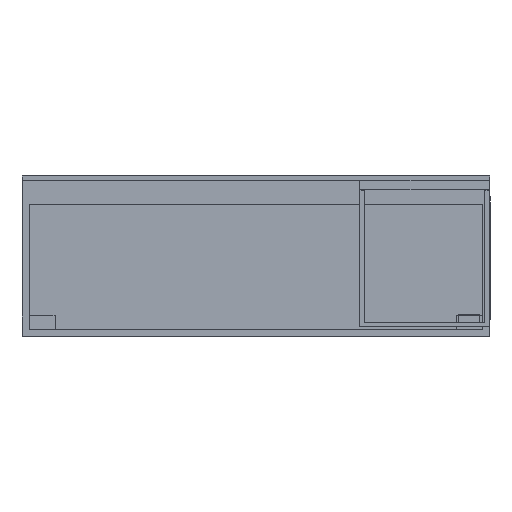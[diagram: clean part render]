
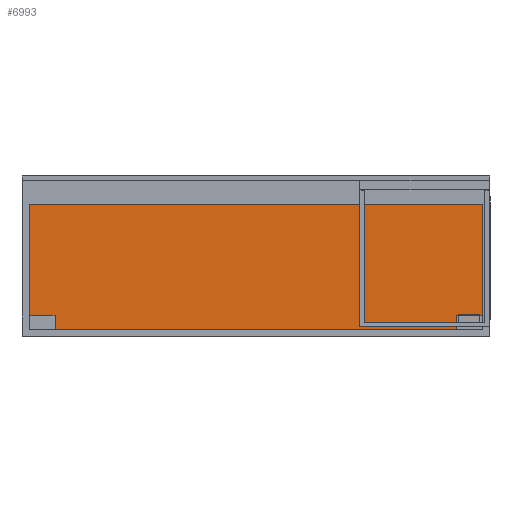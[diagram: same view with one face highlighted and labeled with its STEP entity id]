
A CAD part, front view. The second image highlights one B-rep face of the part: STEP entity #6993.
In plain terms, the highlighted planar face has unit normal (0, -1, 0).
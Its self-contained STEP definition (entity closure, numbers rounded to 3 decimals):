
#399 = LINE ( 'NONE', #3945, #5261 ) ;
#1055 = EDGE_CURVE ( 'NONE', #6582, #10208, #399, .T. ) ;
#1210 = LINE ( 'NONE', #6974, #10206 ) ;
#1213 = CARTESIAN_POINT ( 'NONE',  ( -960., 0.8, -630. ) ) ;
#1425 = LINE ( 'NONE', #14464, #3409 ) ;
#1873 = CARTESIAN_POINT ( 'NONE',  ( 0., 0.8, 0. ) ) ;
#1952 = DIRECTION ( 'NONE',  ( -1., 0., 0. ) ) ;
#2222 = CARTESIAN_POINT ( 'NONE',  ( 850., 0.8, -630. ) ) ;
#2417 = LINE ( 'NONE', #10027, #9973 ) ;
#2437 = AXIS2_PLACEMENT_3D ( 'NONE', #1873, #2895, #2749 ) ;
#2596 = CARTESIAN_POINT ( 'NONE',  ( -960., 0.8, -630. ) ) ;
#2703 = CARTESIAN_POINT ( 'NONE',  ( 850., 0.8, -630. ) ) ;
#2749 = DIRECTION ( 'NONE',  ( 0., 0., 1. ) ) ;
#2895 = DIRECTION ( 'NONE',  ( 0., 1., 0. ) ) ;
#3368 = EDGE_LOOP ( 'NONE', ( #7276, #11023, #8540, #6657, #7892, #9782, #5843, #10143 ) ) ;
#3409 = VECTOR ( 'NONE', #9991, 1000. ) ;
#3469 = DIRECTION ( 'NONE',  ( 1., 0., 0. ) ) ;
#3945 = CARTESIAN_POINT ( 'NONE',  ( 960., 0.8, -630. ) ) ;
#4377 = CARTESIAN_POINT ( 'NONE',  ( -960., 0.8, -570. ) ) ;
#5102 = VECTOR ( 'NONE', #7635, 1000. ) ;
#5261 = VECTOR ( 'NONE', #9608, 1000. ) ;
#5553 = EDGE_CURVE ( 'NONE', #7810, #10603, #14324, .T. ) ;
#5703 = EDGE_CURVE ( 'NONE', #12021, #13281, #7871, .T. ) ;
#5843 = ORIENTED_EDGE ( 'NONE', *, *, #6875, .T. ) ;
#6056 = CARTESIAN_POINT ( 'NONE',  ( 960., 0.8, -570. ) ) ;
#6582 = VERTEX_POINT ( 'NONE', #6056 ) ;
#6657 = ORIENTED_EDGE ( 'NONE', *, *, #9010, .F. ) ;
#6826 = DIRECTION ( 'NONE',  ( -1., 0., 0. ) ) ;
#6863 = DIRECTION ( 'NONE',  ( -1., 0., 0. ) ) ;
#6875 = EDGE_CURVE ( 'NONE', #13677, #10603, #9336, .T. ) ;
#6974 = CARTESIAN_POINT ( 'NONE',  ( 960., 0.8, -570. ) ) ;
#6993 = ADVANCED_FACE ( 'NONE', ( #8453 ), #12930, .F. ) ;
#7046 = DIRECTION ( 'NONE',  ( 0., 0., -1. ) ) ;
#7276 = ORIENTED_EDGE ( 'NONE', *, *, #9025, .F. ) ;
#7350 = CARTESIAN_POINT ( 'NONE',  ( -960., 0.8, -101. ) ) ;
#7635 = DIRECTION ( 'NONE',  ( 0., 0., -1. ) ) ;
#7810 = VERTEX_POINT ( 'NONE', #8272 ) ;
#7871 = LINE ( 'NONE', #1213, #10102 ) ;
#7892 = ORIENTED_EDGE ( 'NONE', *, *, #1055, .T. ) ;
#8062 = VERTEX_POINT ( 'NONE', #9899 ) ;
#8272 = CARTESIAN_POINT ( 'NONE',  ( -850., 0.8, -570. ) ) ;
#8453 = FACE_OUTER_BOUND ( 'NONE', #3368, .T. ) ;
#8540 = ORIENTED_EDGE ( 'NONE', *, *, #12590, .F. ) ;
#9010 = EDGE_CURVE ( 'NONE', #6582, #8062, #1210, .T. ) ;
#9025 = EDGE_CURVE ( 'NONE', #12021, #7810, #1425, .T. ) ;
#9336 = LINE ( 'NONE', #2596, #9458 ) ;
#9458 = VECTOR ( 'NONE', #7046, 1000. ) ;
#9608 = DIRECTION ( 'NONE',  ( 0., 0., 1. ) ) ;
#9782 = ORIENTED_EDGE ( 'NONE', *, *, #9825, .T. ) ;
#9825 = EDGE_CURVE ( 'NONE', #10208, #13677, #2417, .T. ) ;
#9899 = CARTESIAN_POINT ( 'NONE',  ( 850., 0.8, -570. ) ) ;
#9973 = VECTOR ( 'NONE', #6863, 1000. ) ;
#9991 = DIRECTION ( 'NONE',  ( 0., 0., 1. ) ) ;
#10027 = CARTESIAN_POINT ( 'NONE',  ( -960., 0.8, -101. ) ) ;
#10102 = VECTOR ( 'NONE', #3469, 1000. ) ;
#10143 = ORIENTED_EDGE ( 'NONE', *, *, #5553, .F. ) ;
#10206 = VECTOR ( 'NONE', #6826, 1000. ) ;
#10208 = VERTEX_POINT ( 'NONE', #13689 ) ;
#10603 = VERTEX_POINT ( 'NONE', #4377 ) ;
#10898 = CARTESIAN_POINT ( 'NONE',  ( -960., 0.8, -570. ) ) ;
#11023 = ORIENTED_EDGE ( 'NONE', *, *, #5703, .T. ) ;
#11479 = CARTESIAN_POINT ( 'NONE',  ( -850., 0.8, -630. ) ) ;
#12021 = VERTEX_POINT ( 'NONE', #11479 ) ;
#12259 = LINE ( 'NONE', #2222, #5102 ) ;
#12459 = VECTOR ( 'NONE', #1952, 1000. ) ;
#12590 = EDGE_CURVE ( 'NONE', #8062, #13281, #12259, .T. ) ;
#12930 = PLANE ( 'NONE',  #2437 ) ;
#13281 = VERTEX_POINT ( 'NONE', #2703 ) ;
#13677 = VERTEX_POINT ( 'NONE', #7350 ) ;
#13689 = CARTESIAN_POINT ( 'NONE',  ( 960., 0.8, -101. ) ) ;
#14324 = LINE ( 'NONE', #10898, #12459 ) ;
#14464 = CARTESIAN_POINT ( 'NONE',  ( -850., 0.8, -630. ) ) ;
